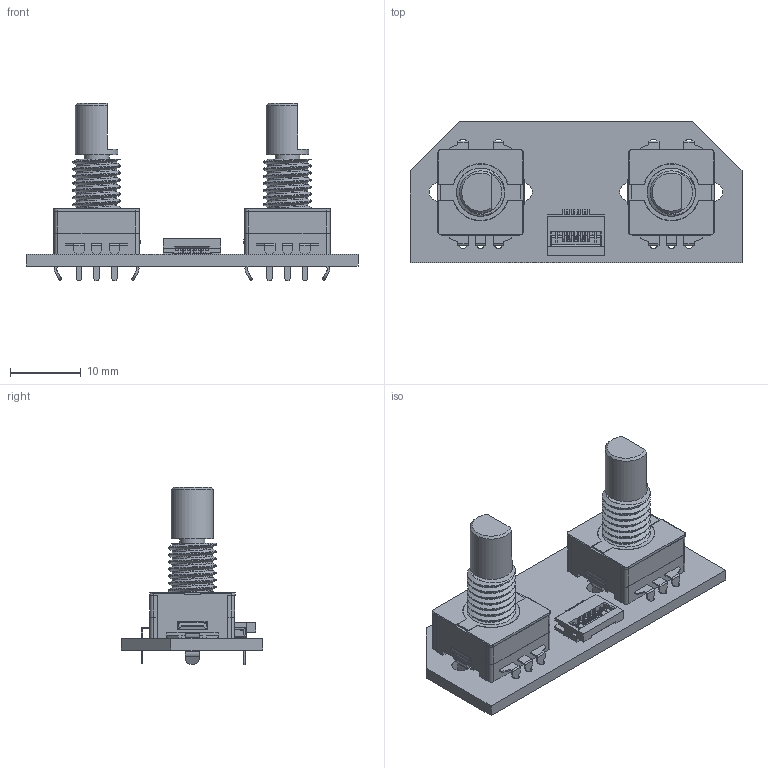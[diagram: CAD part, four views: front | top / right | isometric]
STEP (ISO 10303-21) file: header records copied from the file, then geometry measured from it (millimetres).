
FILE_DESCRIPTION(/* description */ (''),/* implementation_level */ '2;1');
FILE_NAME(/* name */ 'MiniRemoteEncodersPCB.step',/* time_stamp */ '2024-07-03T17:54:45+03:00',/* author */ (''),/* organization */ (''),/* preprocessor_version */ 'ST-DEVELOPER v20',/* originating_system */ 'Autodesk Translation Framework v13.14.0.145',/* authorisation */ '');
FILE_SCHEMA (('AUTOMOTIVE_DESIGN { 1 0 10303 214 3 1 1 }'));
Length unit declared in the file: millimetre
Products named in the file (13): (Unsaved); Board; Open CASCADE STEP translator 7.5 1.1.1; U5; U3; EC11-THT-Shaft_15MM_Blue; P4; 687108149022 (rev1); 6871xx149022_Pin; 6871xx149022_Patte; 6871xx149022_Patte2; 687108149022; 687108149022_Actuator
Assembly tree (20 placements, depth 4):
  (Unsaved)
    Board
      Open CASCADE STEP translator 7.5 1.1.1
    U5
      EC11-THT-Shaft_15MM_Blue
    U3
      EC11-THT-Shaft_15MM_Blue
    P4
      687108149022 (rev1)
        6871xx149022_Pin  x8
        6871xx149022_Patte
        6871xx149022_Patte2
        687108149022
        687108149022_Actuator
Bounding box: 47 x 20 x 25.1 mm (x, y, z)
Volume: 4171.2 mm3; surface area: 5494.2 mm2
Topology: 25 solids, 25 shells, 1178 faces, 3408 edges, 2234 vertices
Faces by surface type: plane 884, cylinder 272, bspline 20, cone 2
Full cylindrical faces by diameter (mm): 1 x10, 2.6 x4, 3.5 x2, 5.717 x14, 6 x2, 6.8 x12
Entity records: 22518 total; most frequent: CARTESIAN_POINT 5470, ORIENTED_EDGE 3534, DIRECTION 3155, EDGE_CURVE 1767, LINE 1515, VECTOR 1515, VERTEX_POINT 1153, AXIS2_PLACEMENT_3D 820
